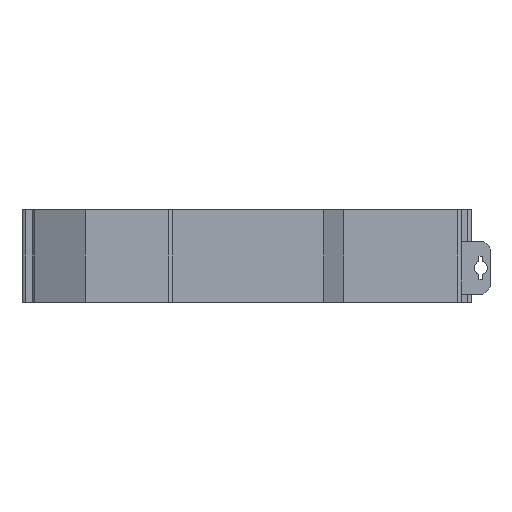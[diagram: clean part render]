
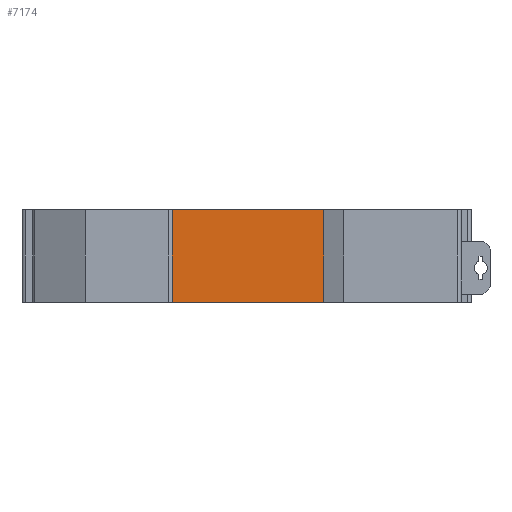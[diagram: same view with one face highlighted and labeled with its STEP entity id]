
A CAD part, left-side view. The second image highlights one B-rep face of the part: STEP entity #7174.
In plain terms, the highlighted planar face has unit normal (-1, 0, 0).
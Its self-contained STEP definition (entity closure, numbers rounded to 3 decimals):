
#1=DIRECTION('',(0.,-1.,0.));
#2=VECTOR('',#1,33.8);
#3=CARTESIAN_POINT('',(0.,16.9,0.));
#4=LINE('',#3,#2);
#187=DIRECTION('',(0.,0.,1.));
#188=VECTOR('',#187,17.5);
#189=CARTESIAN_POINT('',(0.,16.9,0.));
#190=LINE('',#189,#188);
#2130=DIRECTION('',(0.,0.,1.));
#2131=VECTOR('',#2130,17.5);
#2132=CARTESIAN_POINT('',(0.,-16.9,0.));
#2133=LINE('',#2132,#2131);
#2134=DIRECTION('',(0.,-1.,0.));
#2135=VECTOR('',#2134,33.8);
#2136=CARTESIAN_POINT('',(0.,16.9,17.5));
#2137=LINE('',#2136,#2135);
#5342=CARTESIAN_POINT('',(0.,16.9,0.));
#5343=CARTESIAN_POINT('',(0.,-16.9,0.));
#5344=VERTEX_POINT('',#5342);
#5345=VERTEX_POINT('',#5343);
#5384=CARTESIAN_POINT('',(0.,16.9,17.5));
#5385=CARTESIAN_POINT('',(0.,-16.9,17.5));
#5386=VERTEX_POINT('',#5384);
#5387=VERTEX_POINT('',#5385);
#7160=CARTESIAN_POINT('',(0.,16.9,0.));
#7161=DIRECTION('',(-1.,0.,0.));
#7162=DIRECTION('',(0.,-1.,0.));
#7163=AXIS2_PLACEMENT_3D('',#7160,#7161,#7162);
#7164=PLANE('',#7163);
#7165=ORIENTED_EDGE('',*,*,#7069,.F.);
#7167=ORIENTED_EDGE('',*,*,#7166,.T.);
#7169=ORIENTED_EDGE('',*,*,#7168,.T.);
#7171=ORIENTED_EDGE('',*,*,#7170,.F.);
#7172=EDGE_LOOP('',(#7165,#7167,#7169,#7171));
#7173=FACE_OUTER_BOUND('',#7172,.F.);
#7174=ADVANCED_FACE('',(#7173),#7164,.T.);
#7069=EDGE_CURVE('',#5344,#5345,#4,.T.);
#7166=EDGE_CURVE('',#5344,#5386,#190,.T.);
#7168=EDGE_CURVE('',#5386,#5387,#2137,.T.);
#7170=EDGE_CURVE('',#5345,#5387,#2133,.T.);
